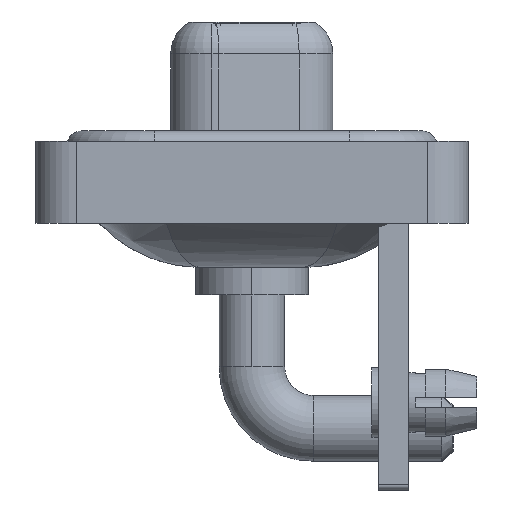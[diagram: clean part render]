
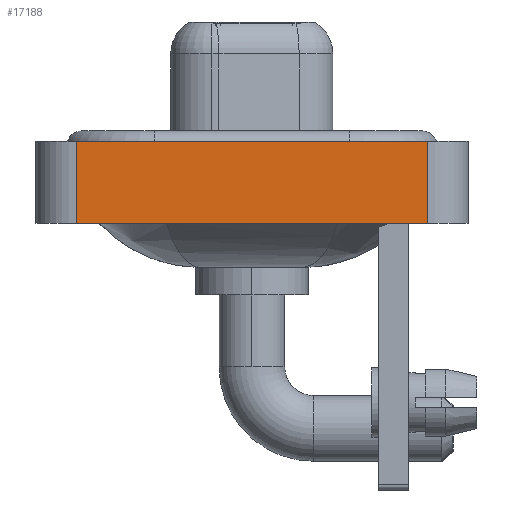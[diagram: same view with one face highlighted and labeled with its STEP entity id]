
A CAD part, left-side view. The second image highlights one B-rep face of the part: STEP entity #17188.
In plain terms, the highlighted planar face has unit normal (-1, 0, 0).
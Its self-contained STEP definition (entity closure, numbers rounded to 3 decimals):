
#332 = DIRECTION ( 'NONE',  ( -1., 0., 0. ) ) ;
#1058 = CARTESIAN_POINT ( 'NONE',  ( -7.3, -8.55, 0.4 ) ) ;
#1770 = LINE ( 'NONE', #3507, #1943 ) ;
#1840 = PLANE ( 'NONE',  #19971 ) ;
#1943 = VECTOR ( 'NONE', #14050, 1000. ) ;
#2615 = CARTESIAN_POINT ( 'NONE',  ( -7.3, 8.55, -3.6 ) ) ;
#2977 = VECTOR ( 'NONE', #17172, 1000. ) ;
#3159 = CARTESIAN_POINT ( 'NONE',  ( -7.3, -8.55, -3.6 ) ) ;
#3507 = CARTESIAN_POINT ( 'NONE',  ( -7.3, -8.55, -3.6 ) ) ;
#3782 = CARTESIAN_POINT ( 'NONE',  ( -7.3, -8.55, 0.4 ) ) ;
#5334 = LINE ( 'NONE', #2615, #17426 ) ;
#5936 = EDGE_CURVE ( 'NONE', #18283, #6705, #1770, .T. ) ;
#6490 = DIRECTION ( 'NONE',  ( 0., 0., 1. ) ) ;
#6599 = LINE ( 'NONE', #3782, #2977 ) ;
#6705 = VERTEX_POINT ( 'NONE', #8570 ) ;
#6805 = ORIENTED_EDGE ( 'NONE', *, *, #19747, .T. ) ;
#7703 = ORIENTED_EDGE ( 'NONE', *, *, #5936, .T. ) ;
#7993 = CARTESIAN_POINT ( 'NONE',  ( -7.3, 8.55, 0.4 ) ) ;
#8396 = FACE_OUTER_BOUND ( 'NONE', #11503, .T. ) ;
#8413 = EDGE_CURVE ( 'NONE', #18283, #19465, #5334, .T. ) ;
#8570 = CARTESIAN_POINT ( 'NONE',  ( -7.3, -8.55, -3.6 ) ) ;
#9713 = EDGE_CURVE ( 'NONE', #19465, #12491, #6599, .T. ) ;
#10381 = CARTESIAN_POINT ( 'NONE',  ( -7.3, 8.55, -3.6 ) ) ;
#10910 = ORIENTED_EDGE ( 'NONE', *, *, #8413, .F. ) ;
#11503 = EDGE_LOOP ( 'NONE', ( #6805, #14046, #10910, #7703 ) ) ;
#12308 = DIRECTION ( 'NONE',  ( 0., 0., 1. ) ) ;
#12491 = VERTEX_POINT ( 'NONE', #1058 ) ;
#14046 = ORIENTED_EDGE ( 'NONE', *, *, #9713, .F. ) ;
#14050 = DIRECTION ( 'NONE',  ( 0., -1., 0. ) ) ;
#14111 = CARTESIAN_POINT ( 'NONE',  ( -7.3, -8.55, -3.6 ) ) ;
#14886 = DIRECTION ( 'NONE',  ( 0., 0., 1. ) ) ;
#17068 = LINE ( 'NONE', #3159, #17862 ) ;
#17172 = DIRECTION ( 'NONE',  ( 0., -1., 0. ) ) ;
#17188 = ADVANCED_FACE ( 'NONE', ( #8396 ), #1840, .T. ) ;
#17426 = VECTOR ( 'NONE', #14886, 1000. ) ;
#17862 = VECTOR ( 'NONE', #12308, 1000. ) ;
#18283 = VERTEX_POINT ( 'NONE', #10381 ) ;
#19465 = VERTEX_POINT ( 'NONE', #7993 ) ;
#19747 = EDGE_CURVE ( 'NONE', #6705, #12491, #17068, .T. ) ;
#19971 = AXIS2_PLACEMENT_3D ( 'NONE', #14111, #332, #6490 ) ;
